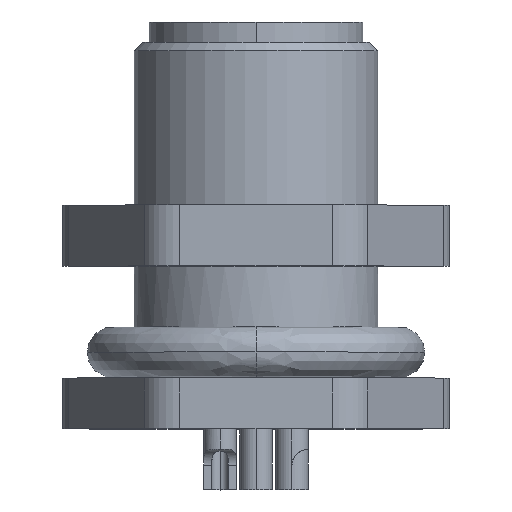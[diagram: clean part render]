
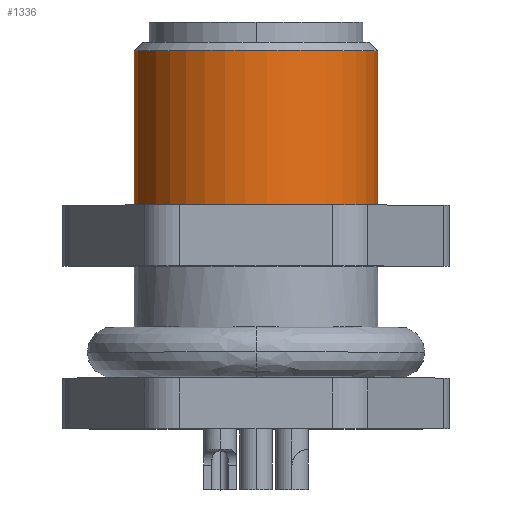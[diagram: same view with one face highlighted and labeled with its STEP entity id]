
A CAD part, top view. The second image highlights one B-rep face of the part: STEP entity #1336.
In plain terms, the highlighted cylindrical face has radius 6 mm (diameter 12 mm), a partial arc.
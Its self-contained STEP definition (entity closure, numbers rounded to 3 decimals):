
#293 = VERTEX_POINT ( 'NONE', #347 ) ;
#347 = CARTESIAN_POINT ( 'NONE',  ( -2.615, 11., -5.4 ) ) ;
#718 = CARTESIAN_POINT ( 'NONE',  ( -2.615, 18.6, -5.4 ) ) ;
#749 = CIRCLE ( 'NONE', #2688, 6. ) ;
#882 = EDGE_CURVE ( 'NONE', #293, #2994, #749, .T. ) ;
#1104 = DIRECTION ( 'NONE',  ( 0., 0., -1. ) ) ;
#1109 = CARTESIAN_POINT ( 'NONE',  ( 0., 20., 0. ) ) ;
#1123 = DIRECTION ( 'NONE',  ( 0., -1., 0. ) ) ;
#1265 = DIRECTION ( 'NONE',  ( 0., 0., -1. ) ) ;
#1272 = DIRECTION ( 'NONE',  ( 0., -1., 0. ) ) ;
#1277 = CARTESIAN_POINT ( 'NONE',  ( 0., 18.6, 0. ) ) ;
#1282 = DIRECTION ( 'NONE',  ( 0., 1., 0. ) ) ;
#1299 = FACE_OUTER_BOUND ( 'NONE', #3600, .T. ) ;
#1336 = ADVANCED_FACE ( 'NONE', ( #1299 ), #2804, .T. ) ;
#1337 = CARTESIAN_POINT ( 'NONE',  ( 2.615, 20., -5.4 ) ) ;
#1544 = AXIS2_PLACEMENT_3D ( 'NONE', #1277, #1272, #1265 ) ;
#1595 = VERTEX_POINT ( 'NONE', #3740 ) ;
#1765 = ORIENTED_EDGE ( 'NONE', *, *, #3027, .T. ) ;
#1911 = LINE ( 'NONE', #2406, #1990 ) ;
#1990 = VECTOR ( 'NONE', #2412, 1000. ) ;
#2083 = CARTESIAN_POINT ( 'NONE',  ( 0., 11., 0. ) ) ;
#2084 = DIRECTION ( 'NONE',  ( 0., 1., 0. ) ) ;
#2094 = DIRECTION ( 'NONE',  ( 0., 0., -1. ) ) ;
#2360 = ORIENTED_EDGE ( 'NONE', *, *, #882, .T. ) ;
#2406 = CARTESIAN_POINT ( 'NONE',  ( -2.615, 20., -5.4 ) ) ;
#2412 = DIRECTION ( 'NONE',  ( 0., -1., 0. ) ) ;
#2447 = AXIS2_PLACEMENT_3D ( 'NONE', #1109, #1123, #1104 ) ;
#2491 = CARTESIAN_POINT ( 'NONE',  ( 2.615, 11., -5.4 ) ) ;
#2528 = ORIENTED_EDGE ( 'NONE', *, *, #3492, .T. ) ;
#2688 = AXIS2_PLACEMENT_3D ( 'NONE', #2083, #2084, #2094 ) ;
#2804 = CYLINDRICAL_SURFACE ( 'NONE', #2447, 6. ) ;
#2953 = ORIENTED_EDGE ( 'NONE', *, *, #3487, .T. ) ;
#2994 = VERTEX_POINT ( 'NONE', #2491 ) ;
#3027 = EDGE_CURVE ( 'NONE', #3701, #293, #1911, .T. ) ;
#3099 = CIRCLE ( 'NONE', #1544, 6. ) ;
#3157 = LINE ( 'NONE', #1337, #3200 ) ;
#3200 = VECTOR ( 'NONE', #1282, 1000. ) ;
#3487 = EDGE_CURVE ( 'NONE', #1595, #3701, #3099, .T. ) ;
#3492 = EDGE_CURVE ( 'NONE', #2994, #1595, #3157, .T. ) ;
#3600 = EDGE_LOOP ( 'NONE', ( #2360, #2528, #2953, #1765 ) ) ;
#3701 = VERTEX_POINT ( 'NONE', #718 ) ;
#3740 = CARTESIAN_POINT ( 'NONE',  ( 2.615, 18.6, -5.4 ) ) ;
